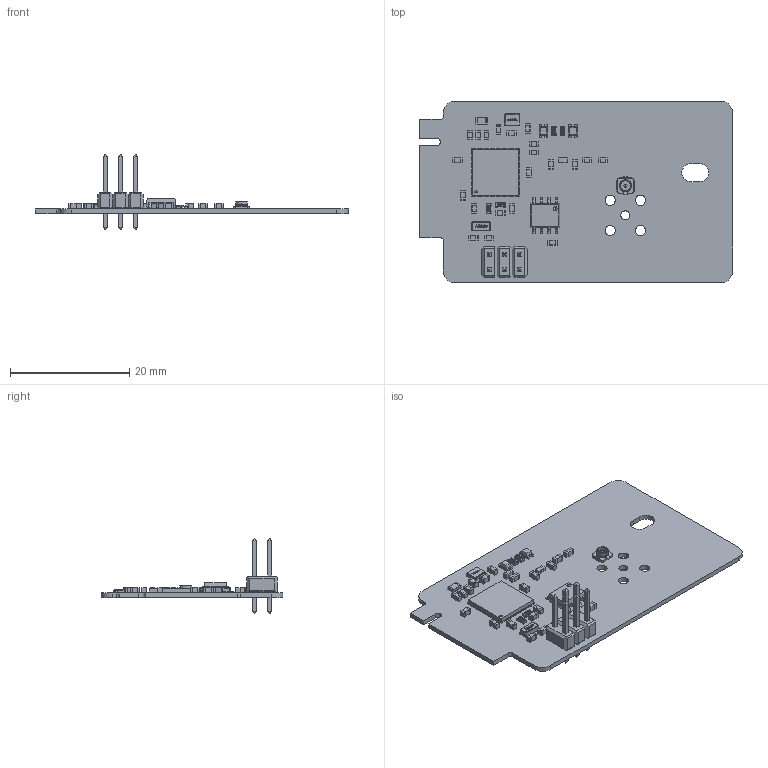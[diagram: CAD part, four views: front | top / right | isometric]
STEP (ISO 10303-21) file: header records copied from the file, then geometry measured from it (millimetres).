
FILE_DESCRIPTION(('Open CASCADE Model'),'2;1');
FILE_NAME('Open CASCADE Shape Model','2022-04-29T10:14:36',('Author'),( 'Open CASCADE'),'Open CASCADE STEP processor 6.8','Open CASCADE 6.8' ,'Unknown');
FILE_SCHEMA(('AUTOMOTIVE_DESIGN { 1 0 10303 214 1 1 1 1 }'));
Length unit declared in the file: millimetre
Products named in the file (55): PCB; Board; Open CASCADE STEP translator 6.8 2.1.1; XP2; User_Library-20279-001; L2; Chip_Resistor_0805; C20; cap0603; C19; C18; VD2; LED-0805; VD1; R4; RES0603; R3; XP1; User_Library-2x3_TH_Pitch_2_54mm; header2x3; pin; C4; C1; BQ1; NX2520SA; BQ2; ABS07; ABS07_Body_2; ABS07_Body2_2; ABS07_Beschriftung_2; ABS07_Pads_2; D2; SOIC-8-1; D1; QFN68(8x8mm); F1; L1; Coilcraft-0603CT; R2; R1 ...
Assembly tree (83 placements, depth 4):
  PCB
    Board
      Open CASCADE STEP translator 6.8 2.1.1
    XP2
      User_Library-20279-001
    L2
      Chip_Resistor_0805
    C20
      cap0603
    C19
      cap0603
    C18
      cap0603
    VD2
      LED-0805
    VD1
      LED-0805
    R4
      RES0603
    R3
      RES0603
    XP1
      User_Library-2x3_TH_Pitch_2_54mm
        header2x3
        pin  x6
    C4
      cap0603
    C1
      cap0603
    BQ1
      NX2520SA
    BQ2
      ABS07
        ABS07_Body_2
        ABS07_Body2_2
        ABS07_Beschriftung_2
        ABS07_Pads_2
    D2
      SOIC-8-1
    D1
      QFN68(8x8mm)
    F1
      cap0603
    L1
      Coilcraft-0603CT
    R2
      RES0603
    R1
      RES0603
    C3
      cap0603
    C7
      cap0603
    C2
      cap0603
    C5
      cap0603
    C6
      cap0603
    C9
Bounding box: 52.5 x 30.5 x 12.7 mm (x, y, z)
Volume: 1494.6 mm3; surface area: 4142.5 mm2
Topology: 57 solids, 57 shells, 3428 faces, 8793 edges, 5345 vertices
Faces by surface type: plane 1807, cylinder 973, bspline 534, sphere 85, torus 23, cone 6
Full cylindrical faces by diameter (mm): 1.1 x6, 1.5 x1, 1.7 x4
Entity records: 74172 total; most frequent: CARTESIAN_POINT 19227, ORIENTED_EDGE 10234, DIRECTION 8813, EDGE_CURVE 5117, LINE 3681, VECTOR 3681, VERTEX_POINT 3307, AXIS2_PLACEMENT_3D 2566
